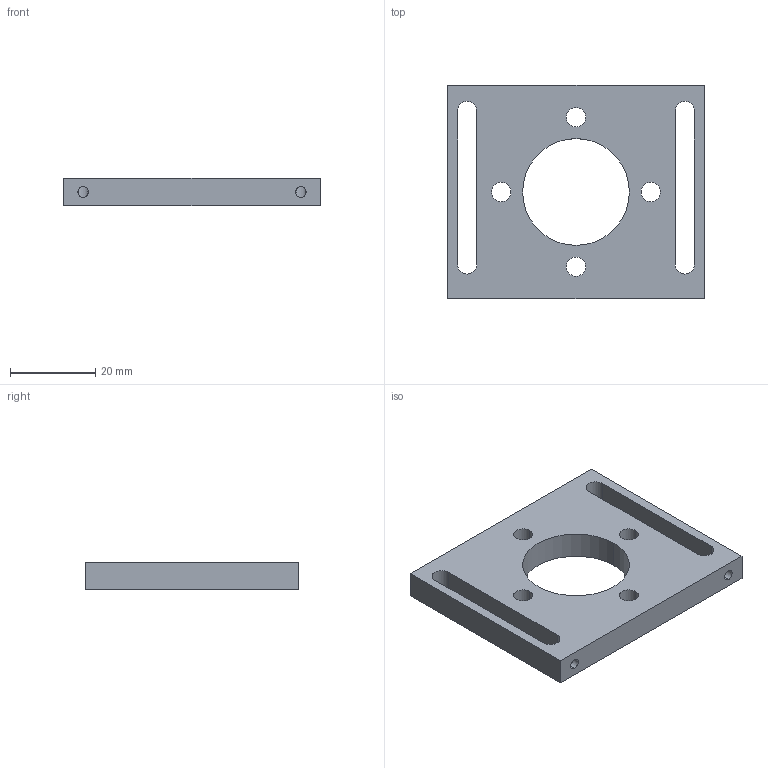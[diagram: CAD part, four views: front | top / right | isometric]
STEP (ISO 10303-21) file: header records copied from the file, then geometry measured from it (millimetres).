
FILE_DESCRIPTION (( 'STEP AP214' ), '1' );
FILE_NAME ('J1 & J3 Motor Mount.STEP', '2023-07-30T18:13:27', ( '' ), ( '' ), 'SwSTEP 2.0', 'SolidWorks 2021', '' );
FILE_SCHEMA (( 'AUTOMOTIVE_DESIGN' ));
Length unit declared in the file: millimetre
Products named in the file (1): J1 & J3 Motor Mount
Bounding box: 60 x 50 x 6.35 mm (x, y, z)
Volume: 12981 mm3; surface area: 7551.9 mm2
Topology: 1 solids, 1 shells, 40 faces, 106 edges, 68 vertices
Faces by surface type: cylinder 18, cone 12, plane 10
Entity records: 1388 total; most frequent: CARTESIAN_POINT 307, DIRECTION 220, ORIENTED_EDGE 212, EDGE_CURVE 106, AXIS2_PLACEMENT_3D 85, VERTEX_POINT 68, EDGE_LOOP 58, LINE 50
